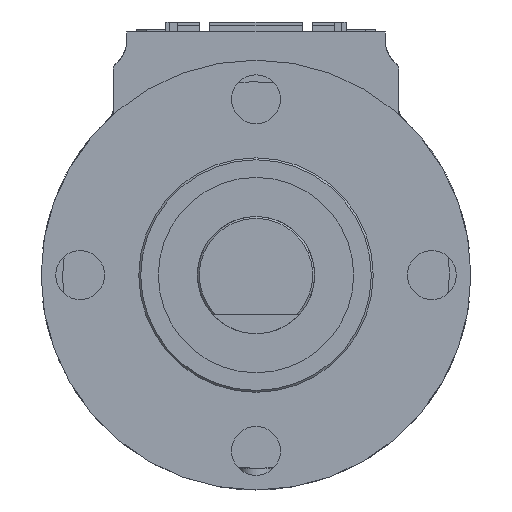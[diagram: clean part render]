
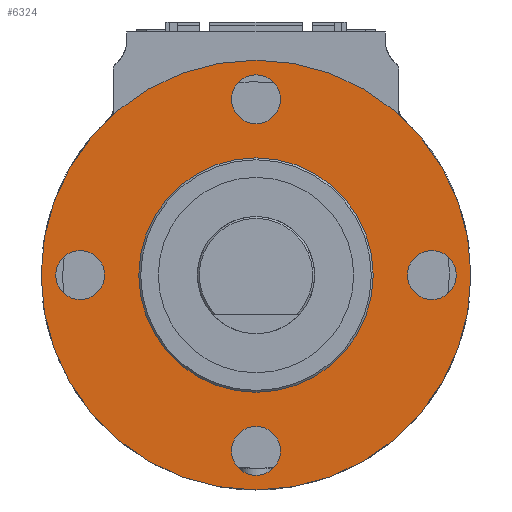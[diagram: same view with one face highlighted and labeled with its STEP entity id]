
A CAD part, front view. The second image highlights one B-rep face of the part: STEP entity #6324.
In plain terms, the highlighted planar face has unit normal (0, -1, 0).
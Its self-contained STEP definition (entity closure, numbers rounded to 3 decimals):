
#385 = VERTEX_POINT ( 'NONE', #12239 ) ;
#526 = CARTESIAN_POINT ( 'NONE',  ( 65.333, -31.859, 0. ) ) ;
#535 = EDGE_CURVE ( 'NONE', #12733, #8097, #9789, .T. ) ;
#682 = EDGE_CURVE ( 'NONE', #8104, #7785, #19378, .T. ) ;
#923 = DIRECTION ( 'NONE',  ( 0., -1., 0. ) ) ;
#1008 = CARTESIAN_POINT ( 'NONE',  ( 65.333, -31.859, -9. ) ) ;
#1061 = VERTEX_POINT ( 'NONE', #14424 ) ;
#1568 = DIRECTION ( 'NONE',  ( 0., 0., -1. ) ) ;
#1570 = CARTESIAN_POINT ( 'NONE',  ( 74.333, -31.859, 0. ) ) ;
#1913 = CARTESIAN_POINT ( 'NONE',  ( 65.333, -31.859, 0. ) ) ;
#2000 = AXIS2_PLACEMENT_3D ( 'NONE', #21888, #11748, #1568 ) ;
#2104 = CARTESIAN_POINT ( 'NONE',  ( 56.333, -31.859, 0. ) ) ;
#2110 = DIRECTION ( 'NONE',  ( 0., 1., 0. ) ) ;
#2121 = CARTESIAN_POINT ( 'NONE',  ( 65.333, -31.859, 6. ) ) ;
#2234 = DIRECTION ( 'NONE',  ( 0., 0., 1. ) ) ;
#2329 = CIRCLE ( 'NONE', #2000, 1.25 ) ;
#2573 = CIRCLE ( 'NONE', #4915, 11. ) ;
#3178 = FACE_BOUND ( 'NONE', #14768, .T. ) ;
#3278 = DIRECTION ( 'NONE',  ( 0., 0., -1. ) ) ;
#3323 = CARTESIAN_POINT ( 'NONE',  ( 65.333, -31.859, 10.25 ) ) ;
#3610 = DIRECTION ( 'NONE',  ( 0., 0., -1. ) ) ;
#3700 = ORIENTED_EDGE ( 'NONE', *, *, #8841, .F. ) ;
#3807 = DIRECTION ( 'NONE',  ( 0., 0., -1. ) ) ;
#4443 = ORIENTED_EDGE ( 'NONE', *, *, #17095, .F. ) ;
#4467 = AXIS2_PLACEMENT_3D ( 'NONE', #6016, #17876, #7713 ) ;
#4558 = VERTEX_POINT ( 'NONE', #13661 ) ;
#4915 = AXIS2_PLACEMENT_3D ( 'NONE', #12295, #2110, #14007 ) ;
#4954 = EDGE_CURVE ( 'NONE', #14502, #4558, #21800, .T. ) ;
#5242 = EDGE_CURVE ( 'NONE', #8097, #12733, #13596, .T. ) ;
#5479 = DIRECTION ( 'NONE',  ( 0., 0., -1. ) ) ;
#5730 = CARTESIAN_POINT ( 'NONE',  ( 65.333, -31.859, 0. ) ) ;
#5898 = VERTEX_POINT ( 'NONE', #2121 ) ;
#6016 = CARTESIAN_POINT ( 'NONE',  ( 65.333, -31.859, 0. ) ) ;
#6076 = CARTESIAN_POINT ( 'NONE',  ( 56.333, -31.859, 1.25 ) ) ;
#6094 = EDGE_LOOP ( 'NONE', ( #19838, #14652 ) ) ;
#6246 = EDGE_CURVE ( 'NONE', #7579, #1061, #13284, .T. ) ;
#6324 = ADVANCED_FACE ( 'NONE', ( #16750, #7681, #12750, #12224, #3178, #20702 ), #12356, .F. ) ;
#7180 = CARTESIAN_POINT ( 'NONE',  ( 65.333, -31.859, -9. ) ) ;
#7434 = DIRECTION ( 'NONE',  ( 0., 0., 1. ) ) ;
#7579 = VERTEX_POINT ( 'NONE', #6076 ) ;
#7681 = FACE_BOUND ( 'NONE', #18875, .T. ) ;
#7713 = DIRECTION ( 'NONE',  ( 0., 0., 1. ) ) ;
#7785 = VERTEX_POINT ( 'NONE', #17858 ) ;
#7842 = AXIS2_PLACEMENT_3D ( 'NONE', #7180, #19052, #8879 ) ;
#8097 = VERTEX_POINT ( 'NONE', #10074 ) ;
#8104 = VERTEX_POINT ( 'NONE', #3323 ) ;
#8153 = CIRCLE ( 'NONE', #10322, 1.25 ) ;
#8320 = DIRECTION ( 'NONE',  ( 0., -1., 0. ) ) ;
#8551 = CARTESIAN_POINT ( 'NONE',  ( 65.333, -31.859, 9. ) ) ;
#8660 = AXIS2_PLACEMENT_3D ( 'NONE', #526, #12415, #2234 ) ;
#8667 = AXIS2_PLACEMENT_3D ( 'NONE', #8551, #20415, #10255 ) ;
#8687 = EDGE_LOOP ( 'NONE', ( #14953, #13731 ) ) ;
#8841 = EDGE_CURVE ( 'NONE', #5898, #9161, #21241, .T. ) ;
#8879 = DIRECTION ( 'NONE',  ( 0., 0., -1. ) ) ;
#8973 = CARTESIAN_POINT ( 'NONE',  ( 65.333, -31.859, -6. ) ) ;
#9156 = EDGE_CURVE ( 'NONE', #9161, #5898, #13018, .T. ) ;
#9161 = VERTEX_POINT ( 'NONE', #8973 ) ;
#9789 = CIRCLE ( 'NONE', #20469, 1.25 ) ;
#9881 = ORIENTED_EDGE ( 'NONE', *, *, #5242, .F. ) ;
#10074 = CARTESIAN_POINT ( 'NONE',  ( 65.333, -31.859, -10.25 ) ) ;
#10255 = DIRECTION ( 'NONE',  ( 0., 0., -1. ) ) ;
#10322 = AXIS2_PLACEMENT_3D ( 'NONE', #1570, #13451, #3278 ) ;
#10405 = ORIENTED_EDGE ( 'NONE', *, *, #682, .F. ) ;
#11095 = CARTESIAN_POINT ( 'NONE',  ( 65.333, -31.859, 9. ) ) ;
#11186 = DIRECTION ( 'NONE',  ( 0., -1., 0. ) ) ;
#11451 = AXIS2_PLACEMENT_3D ( 'NONE', #18484, #8320, #20190 ) ;
#11653 = EDGE_CURVE ( 'NONE', #19320, #385, #2329, .T. ) ;
#11708 = AXIS2_PLACEMENT_3D ( 'NONE', #1913, #13801, #3610 ) ;
#11748 = DIRECTION ( 'NONE',  ( 0., -1., 0. ) ) ;
#12224 = FACE_BOUND ( 'NONE', #6094, .T. ) ;
#12239 = CARTESIAN_POINT ( 'NONE',  ( 74.333, -31.859, -1.25 ) ) ;
#12295 = CARTESIAN_POINT ( 'NONE',  ( 65.333, -31.859, 0. ) ) ;
#12356 = PLANE ( 'NONE',  #21792 ) ;
#12415 = DIRECTION ( 'NONE',  ( 0., -1., 0. ) ) ;
#12733 = VERTEX_POINT ( 'NONE', #19742 ) ;
#12750 = FACE_BOUND ( 'NONE', #14221, .T. ) ;
#12817 = DIRECTION ( 'NONE',  ( 0., 0., -1. ) ) ;
#13018 = CIRCLE ( 'NONE', #8660, 6. ) ;
#13284 = CIRCLE ( 'NONE', #16124, 1.25 ) ;
#13316 = ORIENTED_EDGE ( 'NONE', *, *, #535, .F. ) ;
#13451 = DIRECTION ( 'NONE',  ( 0., -1., 0. ) ) ;
#13596 = CIRCLE ( 'NONE', #7842, 1.25 ) ;
#13661 = CARTESIAN_POINT ( 'NONE',  ( 65.333, -31.859, -11. ) ) ;
#13690 = EDGE_LOOP ( 'NONE', ( #9881, #13316 ) ) ;
#13731 = ORIENTED_EDGE ( 'NONE', *, *, #4954, .F. ) ;
#13801 = DIRECTION ( 'NONE',  ( 0., 1., 0. ) ) ;
#13979 = ORIENTED_EDGE ( 'NONE', *, *, #6246, .F. ) ;
#14003 = DIRECTION ( 'NONE',  ( 0., -1., 0. ) ) ;
#14007 = DIRECTION ( 'NONE',  ( 0., 0., -1. ) ) ;
#14221 = EDGE_LOOP ( 'NONE', ( #4443, #10405 ) ) ;
#14424 = CARTESIAN_POINT ( 'NONE',  ( 56.333, -31.859, -1.25 ) ) ;
#14502 = VERTEX_POINT ( 'NONE', #18761 ) ;
#14652 = ORIENTED_EDGE ( 'NONE', *, *, #11653, .F. ) ;
#14768 = EDGE_LOOP ( 'NONE', ( #15577, #13979 ) ) ;
#14953 = ORIENTED_EDGE ( 'NONE', *, *, #20606, .F. ) ;
#15577 = ORIENTED_EDGE ( 'NONE', *, *, #19575, .F. ) ;
#15610 = ORIENTED_EDGE ( 'NONE', *, *, #9156, .F. ) ;
#16124 = AXIS2_PLACEMENT_3D ( 'NONE', #2104, #14003, #3807 ) ;
#16211 = CARTESIAN_POINT ( 'NONE',  ( 74.333, -31.859, 1.25 ) ) ;
#16750 = FACE_OUTER_BOUND ( 'NONE', #8687, .T. ) ;
#17095 = EDGE_CURVE ( 'NONE', #7785, #8104, #18099, .T. ) ;
#17412 = AXIS2_PLACEMENT_3D ( 'NONE', #11095, #923, #12817 ) ;
#17606 = DIRECTION ( 'NONE',  ( 0., 1., 0. ) ) ;
#17858 = CARTESIAN_POINT ( 'NONE',  ( 65.333, -31.859, 7.75 ) ) ;
#17876 = DIRECTION ( 'NONE',  ( 0., -1., 0. ) ) ;
#18099 = CIRCLE ( 'NONE', #17412, 1.25 ) ;
#18484 = CARTESIAN_POINT ( 'NONE',  ( 56.333, -31.859, 0. ) ) ;
#18761 = CARTESIAN_POINT ( 'NONE',  ( 65.333, -31.859, 11. ) ) ;
#18875 = EDGE_LOOP ( 'NONE', ( #3700, #15610 ) ) ;
#19052 = DIRECTION ( 'NONE',  ( 0., -1., 0. ) ) ;
#19320 = VERTEX_POINT ( 'NONE', #16211 ) ;
#19378 = CIRCLE ( 'NONE', #8667, 1.25 ) ;
#19575 = EDGE_CURVE ( 'NONE', #1061, #7579, #20638, .T. ) ;
#19587 = EDGE_CURVE ( 'NONE', #385, #19320, #8153, .T. ) ;
#19742 = CARTESIAN_POINT ( 'NONE',  ( 65.333, -31.859, -7.75 ) ) ;
#19838 = ORIENTED_EDGE ( 'NONE', *, *, #19587, .F. ) ;
#20190 = DIRECTION ( 'NONE',  ( 0., 0., -1. ) ) ;
#20415 = DIRECTION ( 'NONE',  ( 0., -1., 0. ) ) ;
#20469 = AXIS2_PLACEMENT_3D ( 'NONE', #1008, #11186, #5479 ) ;
#20606 = EDGE_CURVE ( 'NONE', #4558, #14502, #2573, .T. ) ;
#20638 = CIRCLE ( 'NONE', #11451, 1.25 ) ;
#20702 = FACE_BOUND ( 'NONE', #13690, .T. ) ;
#21241 = CIRCLE ( 'NONE', #4467, 6. ) ;
#21792 = AXIS2_PLACEMENT_3D ( 'NONE', #5730, #17606, #7434 ) ;
#21800 = CIRCLE ( 'NONE', #11708, 11. ) ;
#21888 = CARTESIAN_POINT ( 'NONE',  ( 74.333, -31.859, 0. ) ) ;
